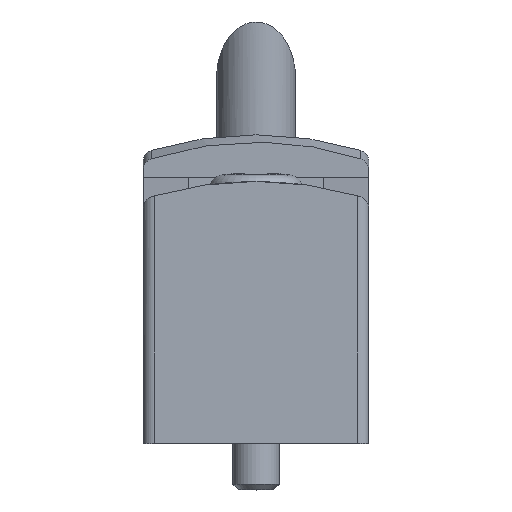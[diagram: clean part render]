
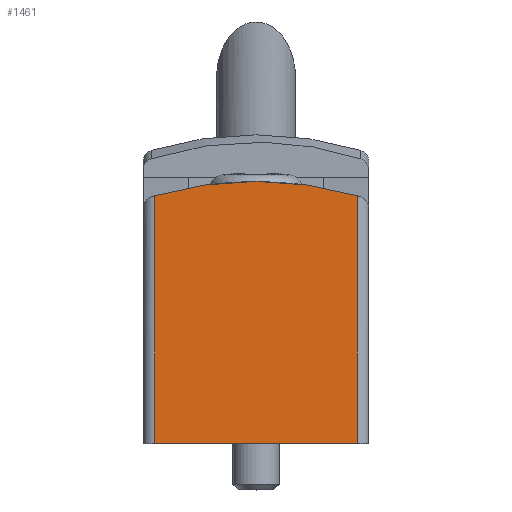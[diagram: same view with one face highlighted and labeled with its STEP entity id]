
A CAD part, top view. The second image highlights one B-rep face of the part: STEP entity #1461.
In plain terms, the highlighted planar face has unit normal (0, 0, 1).
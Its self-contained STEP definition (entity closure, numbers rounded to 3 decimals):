
#57=LINE('',#2260,#203);
#110=LINE('',#2407,#256);
#111=LINE('',#2408,#257);
#203=VECTOR('',#1785,1000.);
#256=VECTOR('',#1898,1000.);
#257=VECTOR('',#1899,1000.);
#333=PLANE('',#1601);
#399=CIRCLE('',#1567,15.5);
#573=ORIENTED_EDGE('',*,*,#903,.T.);
#574=ORIENTED_EDGE('',*,*,#976,.T.);
#575=ORIENTED_EDGE('',*,*,#887,.T.);
#576=ORIENTED_EDGE('',*,*,#977,.F.);
#887=EDGE_CURVE('',#1096,#1095,#399,.T.);
#903=EDGE_CURVE('',#1112,#1111,#57,.T.);
#976=EDGE_CURVE('',#1111,#1096,#110,.F.);
#977=EDGE_CURVE('',#1112,#1095,#111,.F.);
#1095=VERTEX_POINT('',#2213);
#1096=VERTEX_POINT('',#2215);
#1111=VERTEX_POINT('',#2259);
#1112=VERTEX_POINT('',#2261);
#1253=EDGE_LOOP('',(#573,#574,#575,#576));
#1351=FACE_BOUND('',#1253,.T.);
#1461=ADVANCED_FACE('',(#1351),#333,.T.);
#1567=AXIS2_PLACEMENT_3D('',#2214,#1765,#1766);
#1601=AXIS2_PLACEMENT_3D('',#2406,#1896,#1897);
#1765=DIRECTION('',(0.,0.,1.));
#1766=DIRECTION('',(1.,0.,0.));
#1785=DIRECTION('',(1.,0.,0.));
#1896=DIRECTION('',(0.,0.,1.));
#1897=DIRECTION('',(1.,0.,0.));
#1898=DIRECTION('',(0.,-1.,0.));
#1899=DIRECTION('',(0.,-1.,0.));
#2213=CARTESIAN_POINT('',(-4.35,10.027,9.));
#2214=CARTESIAN_POINT('',(0.,-4.85,9.));
#2215=CARTESIAN_POINT('',(4.35,10.027,9.));
#2259=CARTESIAN_POINT('',(4.35,-0.6,9.));
#2260=CARTESIAN_POINT('',(-4.85,-0.6,9.));
#2261=CARTESIAN_POINT('',(-4.35,-0.6,9.));
#2406=CARTESIAN_POINT('',(-4.35,9.505,9.));
#2407=CARTESIAN_POINT('',(4.35,10.65,9.));
#2408=CARTESIAN_POINT('',(-4.35,10.65,9.));
